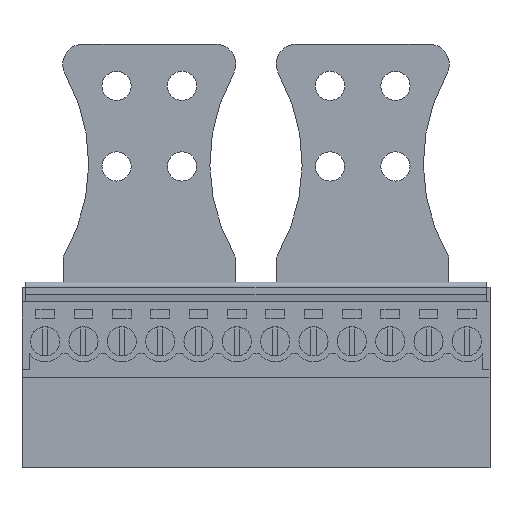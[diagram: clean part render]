
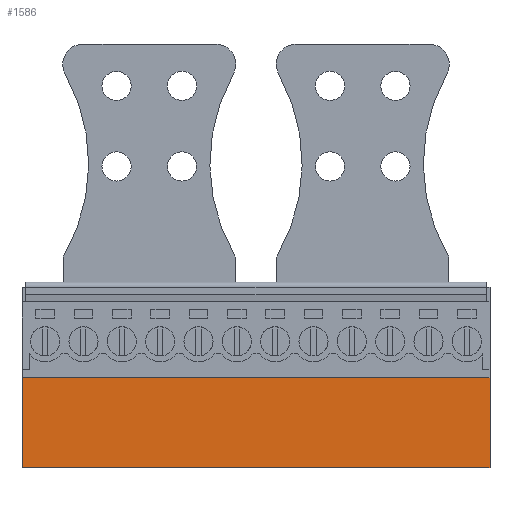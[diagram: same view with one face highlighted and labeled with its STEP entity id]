
A CAD part, front view. The second image highlights one B-rep face of the part: STEP entity #1586.
In plain terms, the highlighted planar face has unit normal (0, -1, 0).
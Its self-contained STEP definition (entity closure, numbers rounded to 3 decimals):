
#1566=AXIS2_PLACEMENT_3D('Plane Axis2P3D',#1563,#1564,#1565) ;
#70=CARTESIAN_POINT('Vertex',(46.51,0.66,8.95)) ;
#73=CARTESIAN_POINT('Line Origine',(46.51,0.66,4.475)) ;
#77=CARTESIAN_POINT('Vertex',(46.51,0.66,0.)) ;
#1547=CARTESIAN_POINT('Vertex',(0.,0.66,8.95)) ;
#1550=CARTESIAN_POINT('Line Origine',(23.255,0.66,8.95)) ;
#1563=CARTESIAN_POINT('Axis2P3D Location',(16.03,0.66,8.95)) ;
#1568=CARTESIAN_POINT('Line Origine',(0.,0.66,4.475)) ;
#1572=CARTESIAN_POINT('Vertex',(0.,0.66,0.)) ;
#1575=CARTESIAN_POINT('Line Origine',(23.255,0.66,0.)) ;
#74=DIRECTION('Vector Direction',(0.,0.,-1.)) ;
#1551=DIRECTION('Vector Direction',(-1.,0.,0.)) ;
#1564=DIRECTION('Axis2P3D Direction',(0.,1.,0.)) ;
#1565=DIRECTION('Axis2P3D XDirection',(-0.,0.,-1.)) ;
#1569=DIRECTION('Vector Direction',(0.,0.,-1.)) ;
#1576=DIRECTION('Vector Direction',(-1.,0.,0.)) ;
#75=VECTOR('Line Direction',#74,1.) ;
#1552=VECTOR('Line Direction',#1551,1.) ;
#1570=VECTOR('Line Direction',#1569,1.) ;
#1577=VECTOR('Line Direction',#1576,1.) ;
#1581=ORIENTED_EDGE('',*,*,#79,.F.) ;
#1582=ORIENTED_EDGE('',*,*,#1554,.T.) ;
#1583=ORIENTED_EDGE('',*,*,#1574,.T.) ;
#1584=ORIENTED_EDGE('',*,*,#1579,.F.) ;
#1586=ADVANCED_FACE('HOUSING',(#1585),#1567,.F.) ;
#79=EDGE_CURVE('',#71,#78,#76,.T.) ;
#1554=EDGE_CURVE('',#71,#1548,#1553,.T.) ;
#1574=EDGE_CURVE('',#1548,#1573,#1571,.T.) ;
#1579=EDGE_CURVE('',#78,#1573,#1578,.T.) ;
#1580=EDGE_LOOP('',(#1581,#1582,#1583,#1584)) ;
#1585=FACE_OUTER_BOUND('',#1580,.T.) ;
#76=LINE('Line',#73,#75) ;
#1553=LINE('Line',#1550,#1552) ;
#1571=LINE('Line',#1568,#1570) ;
#1578=LINE('Line',#1575,#1577) ;
#1567=PLANE('',#1566) ;
#71=VERTEX_POINT('',#70) ;
#78=VERTEX_POINT('',#77) ;
#1548=VERTEX_POINT('',#1547) ;
#1573=VERTEX_POINT('',#1572) ;
